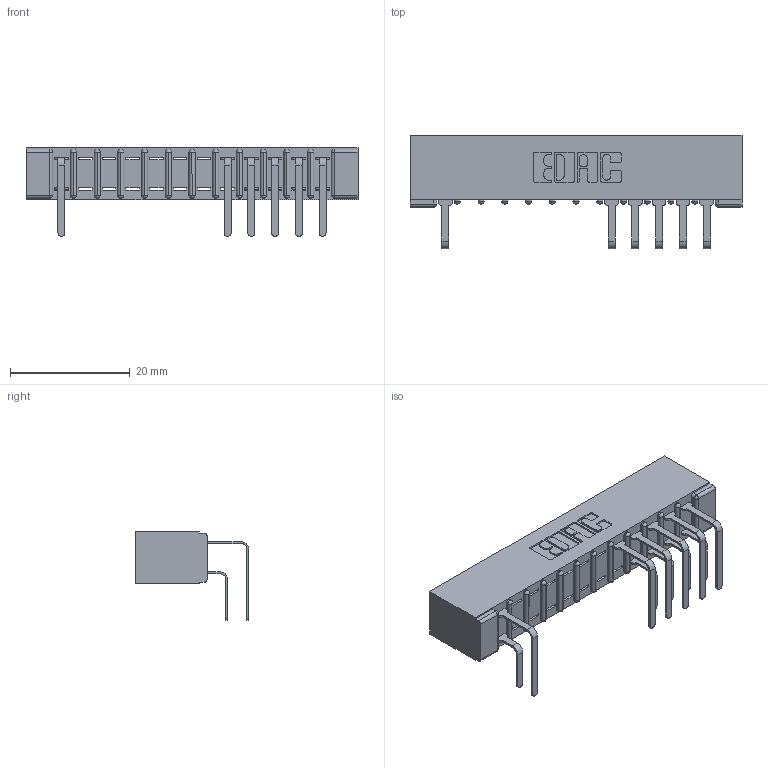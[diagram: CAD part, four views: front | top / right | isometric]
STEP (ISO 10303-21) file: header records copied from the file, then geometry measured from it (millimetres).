
FILE_DESCRIPTION (( 'STEP AP203' ), '1' );
FILE_NAME ('307-024-558-201.STEP', '2018-08-04T07:20:22', ( '' ), ( '' ), 'SwSTEP 2.0', 'SolidWorks 2016', '' );
FILE_SCHEMA (( 'CONFIG_CONTROL_DESIGN' ));
Length unit declared in the file: inch
Products named in the file (4): 307 Part_No Mounting Lugs; 307-290-001_558 559 - 1 (Single); 307-290-001_558 - 2 (Single); 307-024-558-201
Assembly tree (12 placements, depth 2):
  307-024-558-201
    307 Part_No Mounting Lugs
    307-290-001_558 559 - 1 (Single)  x5
    307-290-001_558 - 2 (Single)  x6
Bounding box: 55.42 x 18.96 x 14.81 mm (x, y, z)
Volume: 3741.6 mm3; surface area: 5848.2 mm2
Topology: 12 solids, 12 shells, 803 faces, 2277 edges, 1466 vertices
Faces by surface type: plane 507, cylinder 270, sphere 26
Entity records: 15123 total; most frequent: CARTESIAN_POINT 2537, ORIENTED_EDGE 2522, DIRECTION 2483, EDGE_CURVE 1261, VECTOR 955, LINE 955, VERTEX_POINT 818, AXIS2_PLACEMENT_3D 764
